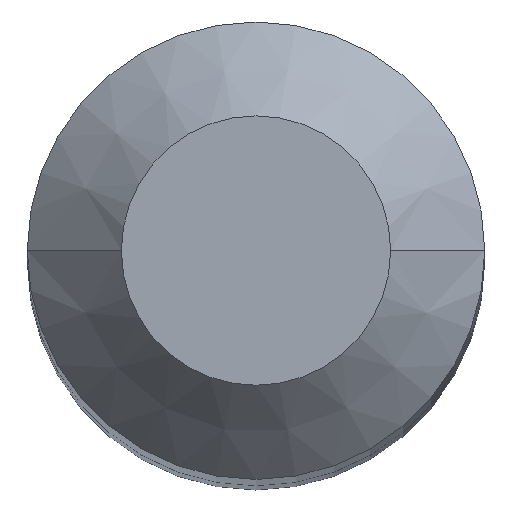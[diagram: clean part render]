
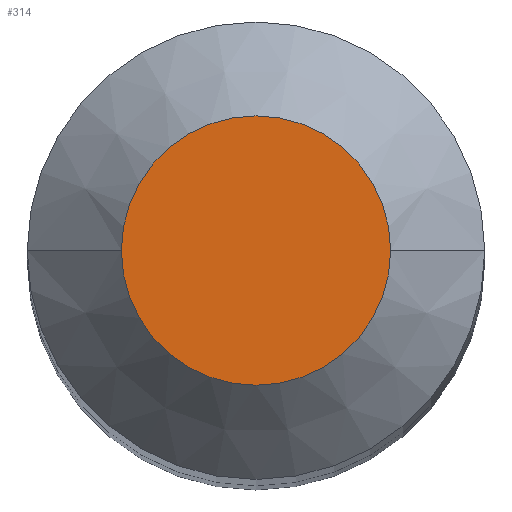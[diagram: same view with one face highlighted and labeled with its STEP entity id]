
A CAD part, top view. The second image highlights one B-rep face of the part: STEP entity #314.
In plain terms, the highlighted planar face has unit normal (0, 0, 1).
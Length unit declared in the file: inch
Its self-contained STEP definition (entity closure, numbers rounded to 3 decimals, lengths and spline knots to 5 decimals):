
#28 = ORIENTED_EDGE ( 'NONE', *, *, #324, .T. ) ;
#37 = CARTESIAN_POINT ( 'NONE',  ( 0.04475, 0., 0. ) ) ;
#41 = CARTESIAN_POINT ( 'NONE',  ( 0., 0., 0. ) ) ;
#59 = VERTEX_POINT ( 'NONE', #37 ) ;
#61 = PLANE ( 'NONE',  #342 ) ;
#71 = DIRECTION ( 'NONE',  ( 1., 0., 0. ) ) ;
#118 = DIRECTION ( 'NONE',  ( 0., 0., -1. ) ) ;
#144 = VERTEX_POINT ( 'NONE', #162 ) ;
#156 = EDGE_LOOP ( 'NONE', ( #176, #28 ) ) ;
#162 = CARTESIAN_POINT ( 'NONE',  ( -0.04475, 0., 0. ) ) ;
#176 = ORIENTED_EDGE ( 'NONE', *, *, #316, .T. ) ;
#185 = AXIS2_PLACEMENT_3D ( 'NONE', #216, #364, #329 ) ;
#216 = CARTESIAN_POINT ( 'NONE',  ( 0., 0., 0. ) ) ;
#219 = CARTESIAN_POINT ( 'NONE',  ( 0., 0., 0. ) ) ;
#238 = DIRECTION ( 'NONE',  ( 0., 0., 1. ) ) ;
#264 = CIRCLE ( 'NONE', #379, 0.04475 ) ;
#290 = CIRCLE ( 'NONE', #185, 0.04475 ) ;
#314 = ADVANCED_FACE ( 'NONE', ( #317 ), #61, .F. ) ;
#316 = EDGE_CURVE ( 'NONE', #144, #59, #264, .T. ) ;
#317 = FACE_OUTER_BOUND ( 'NONE', #156, .T. ) ;
#324 = EDGE_CURVE ( 'NONE', #59, #144, #290, .T. ) ;
#329 = DIRECTION ( 'NONE',  ( 1., 0., 0. ) ) ;
#335 = DIRECTION ( 'NONE',  ( -1., 0., 0. ) ) ;
#342 = AXIS2_PLACEMENT_3D ( 'NONE', #219, #118, #335 ) ;
#364 = DIRECTION ( 'NONE',  ( 0., 0., 1. ) ) ;
#379 = AXIS2_PLACEMENT_3D ( 'NONE', #41, #238, #71 ) ;
